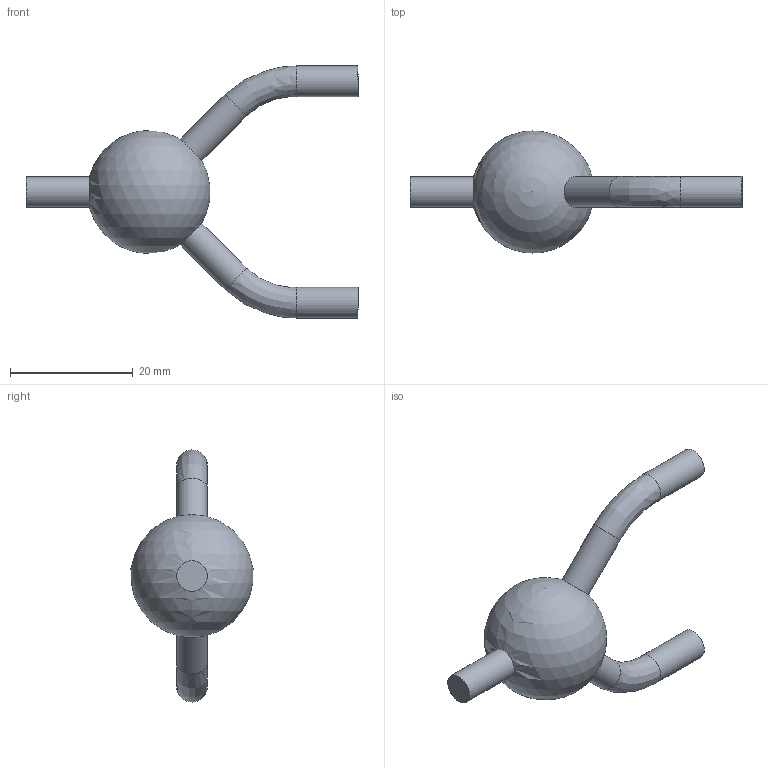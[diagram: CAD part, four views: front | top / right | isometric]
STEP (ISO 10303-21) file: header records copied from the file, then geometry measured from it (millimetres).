
FILE_DESCRIPTION(/* description */ (''),/* implementation_level */ '2;1');
FILE_NAME(/* name */ 'Misc-2-Way-Splitter-Sphere-Pipe.step',/* time_stamp */ '2022-04-07T15:12:27+01:00',/* author */ (''),/* organization */ (''),/* preprocessor_version */ 'ST-DEVELOPER v18.1',/* originating_system */ 'Autodesk Translation Framework v10.13.0.1454',/* authorisation */ '');
FILE_SCHEMA (('AUTOMOTIVE_DESIGN { 1 0 10303 214 3 1 1 }'));
Length unit declared in the file: millimetre
Products named in the file (1): two way splitter with sphere-pipe only
Bounding box: 54 x 19.85 x 41 mm (x, y, z)
Volume: 5605.6 mm3; surface area: 2396.8 mm2
Topology: 1 solids, 1 shells, 11 faces, 22 edges, 13 vertices
Faces by surface type: cylinder 5, plane 3, bspline 2, sphere 1
Full cylindrical faces by diameter (mm): 5 x5
Entity records: 430 total; most frequent: CARTESIAN_POINT 173, DIRECTION 51, ORIENTED_EDGE 40, AXIS2_PLACEMENT_3D 23, EDGE_CURVE 20, EDGE_LOOP 13, CIRCLE 13, VERTEX_POINT 13
